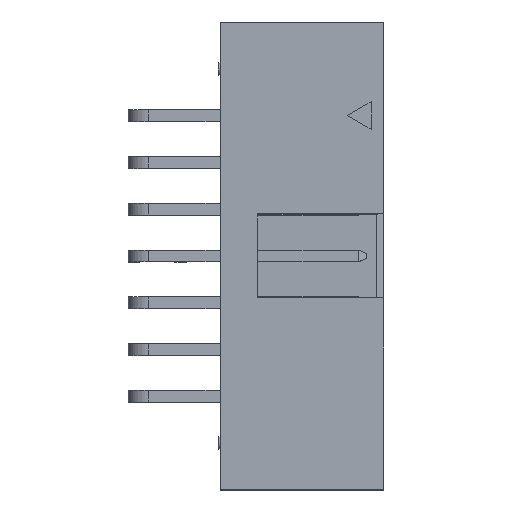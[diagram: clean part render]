
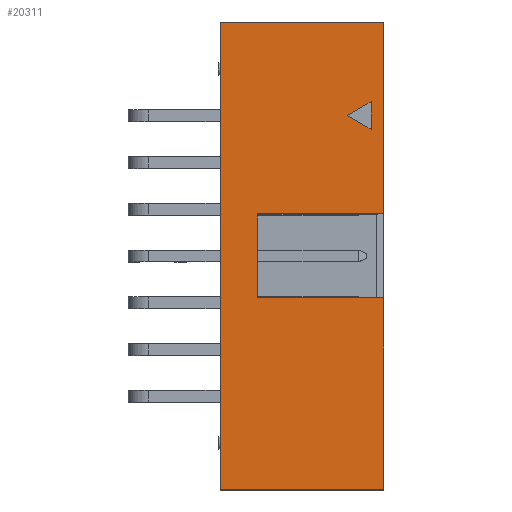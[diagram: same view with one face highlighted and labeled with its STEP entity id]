
A CAD part, top view. The second image highlights one B-rep face of the part: STEP entity #20311.
In plain terms, the highlighted free-form (B-spline) face has degree [1, 1] with [2, 2] control points.
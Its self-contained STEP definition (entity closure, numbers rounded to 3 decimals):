
#20311 = ADVANCED_FACE('',(#20312,#20378),#20404,.T.);
#20312 = FACE_BOUND('',#20313,.T.);
#20313 = EDGE_LOOP('',(#20314,#20324,#20332,#20340,#20348,#20356,#20364,
    #20372));
#20314 = ORIENTED_EDGE('',*,*,#20315,.T.);
#20315 = EDGE_CURVE('',#20316,#20318,#20320,.T.);
#20316 = VERTEX_POINT('',#20317);
#20317 = CARTESIAN_POINT('',(6.72,-9.895,9.01));
#20318 = VERTEX_POINT('',#20319);
#20319 = CARTESIAN_POINT('',(6.72,-5.345,9.01));
#20320 = LINE('',#20321,#20322);
#20321 = CARTESIAN_POINT('',(6.72,-9.895,9.01));
#20322 = VECTOR('',#20323,1.);
#20323 = DIRECTION('',(0.,1.,0.));
#20324 = ORIENTED_EDGE('',*,*,#20325,.T.);
#20325 = EDGE_CURVE('',#20318,#20326,#20328,.T.);
#20326 = VERTEX_POINT('',#20327);
#20327 = CARTESIAN_POINT('',(13.57,-5.345,9.01));
#20328 = LINE('',#20329,#20330);
#20329 = CARTESIAN_POINT('',(6.72,-5.345,9.01));
#20330 = VECTOR('',#20331,1.);
#20331 = DIRECTION('',(1.,0.,0.));
#20332 = ORIENTED_EDGE('',*,*,#20333,.T.);
#20333 = EDGE_CURVE('',#20326,#20334,#20336,.T.);
#20334 = VERTEX_POINT('',#20335);
#20335 = CARTESIAN_POINT('',(13.57,5.08,9.01));
#20336 = LINE('',#20337,#20338);
#20337 = CARTESIAN_POINT('',(13.57,-5.345,9.01));
#20338 = VECTOR('',#20339,1.);
#20339 = DIRECTION('',(0.,1.,0.));
#20340 = ORIENTED_EDGE('',*,*,#20341,.T.);
#20341 = EDGE_CURVE('',#20334,#20342,#20344,.T.);
#20342 = VERTEX_POINT('',#20343);
#20343 = CARTESIAN_POINT('',(4.67,5.08,9.01));
#20344 = LINE('',#20345,#20346);
#20345 = CARTESIAN_POINT('',(13.57,5.08,9.01));
#20346 = VECTOR('',#20347,1.);
#20347 = DIRECTION('',(-1.,0.,0.));
#20348 = ORIENTED_EDGE('',*,*,#20349,.T.);
#20349 = EDGE_CURVE('',#20342,#20350,#20352,.T.);
#20350 = VERTEX_POINT('',#20351);
#20351 = CARTESIAN_POINT('',(4.67,-20.32,9.01));
#20352 = LINE('',#20353,#20354);
#20353 = CARTESIAN_POINT('',(4.67,5.08,9.01));
#20354 = VECTOR('',#20355,1.);
#20355 = DIRECTION('',(0.,-1.,0.));
#20356 = ORIENTED_EDGE('',*,*,#20357,.T.);
#20357 = EDGE_CURVE('',#20350,#20358,#20360,.T.);
#20358 = VERTEX_POINT('',#20359);
#20359 = CARTESIAN_POINT('',(13.57,-20.32,9.01));
#20360 = LINE('',#20361,#20362);
#20361 = CARTESIAN_POINT('',(4.67,-20.32,9.01));
#20362 = VECTOR('',#20363,1.);
#20363 = DIRECTION('',(1.,0.,0.));
#20364 = ORIENTED_EDGE('',*,*,#20365,.T.);
#20365 = EDGE_CURVE('',#20358,#20366,#20368,.T.);
#20366 = VERTEX_POINT('',#20367);
#20367 = CARTESIAN_POINT('',(13.57,-9.895,9.01));
#20368 = LINE('',#20369,#20370);
#20369 = CARTESIAN_POINT('',(13.57,-20.32,9.01));
#20370 = VECTOR('',#20371,1.);
#20371 = DIRECTION('',(0.,1.,0.));
#20372 = ORIENTED_EDGE('',*,*,#20373,.T.);
#20373 = EDGE_CURVE('',#20366,#20316,#20374,.T.);
#20374 = LINE('',#20375,#20376);
#20375 = CARTESIAN_POINT('',(13.57,-9.895,9.01));
#20376 = VECTOR('',#20377,1.);
#20377 = DIRECTION('',(-1.,0.,0.));
#20378 = FACE_BOUND('',#20379,.T.);
#20379 = EDGE_LOOP('',(#20380,#20390,#20398));
#20380 = ORIENTED_EDGE('',*,*,#20381,.T.);
#20381 = EDGE_CURVE('',#20382,#20384,#20386,.T.);
#20382 = VERTEX_POINT('',#20383);
#20383 = CARTESIAN_POINT('',(11.571,0.,9.01));
#20384 = VERTEX_POINT('',#20385);
#20385 = CARTESIAN_POINT('',(12.87,0.75,9.01));
#20386 = LINE('',#20387,#20388);
#20387 = CARTESIAN_POINT('',(11.571,0.,9.01));
#20388 = VECTOR('',#20389,1.);
#20389 = DIRECTION('',(0.866,0.5,0.));
#20390 = ORIENTED_EDGE('',*,*,#20391,.T.);
#20391 = EDGE_CURVE('',#20384,#20392,#20394,.T.);
#20392 = VERTEX_POINT('',#20393);
#20393 = CARTESIAN_POINT('',(12.87,-0.75,9.01));
#20394 = LINE('',#20395,#20396);
#20395 = CARTESIAN_POINT('',(12.87,0.75,9.01));
#20396 = VECTOR('',#20397,1.);
#20397 = DIRECTION('',(0.,-1.,0.));
#20398 = ORIENTED_EDGE('',*,*,#20399,.T.);
#20399 = EDGE_CURVE('',#20392,#20382,#20400,.T.);
#20400 = LINE('',#20401,#20402);
#20401 = CARTESIAN_POINT('',(12.87,-0.75,9.01));
#20402 = VECTOR('',#20403,1.);
#20403 = DIRECTION('',(-0.866,0.5,0.));
#20404 = B_SPLINE_SURFACE_WITH_KNOTS('',1,1,(
    (#20405,#20406)
    ,(#20407,#20408
    )),.UNSPECIFIED.,.F.,.F.,.F.,(2,2),(2,2),(-0.508,25.908),(-0.178,
    9.078),.PIECEWISE_BEZIER_KNOTS.);
#20405 = CARTESIAN_POINT('',(4.492,5.588,9.01));
#20406 = CARTESIAN_POINT('',(13.748,5.588,9.01));
#20407 = CARTESIAN_POINT('',(4.492,-20.828,9.01));
#20408 = CARTESIAN_POINT('',(13.748,-20.828,9.01));
